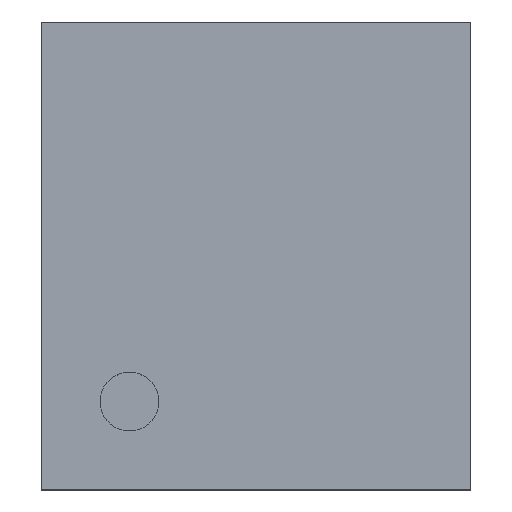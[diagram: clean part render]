
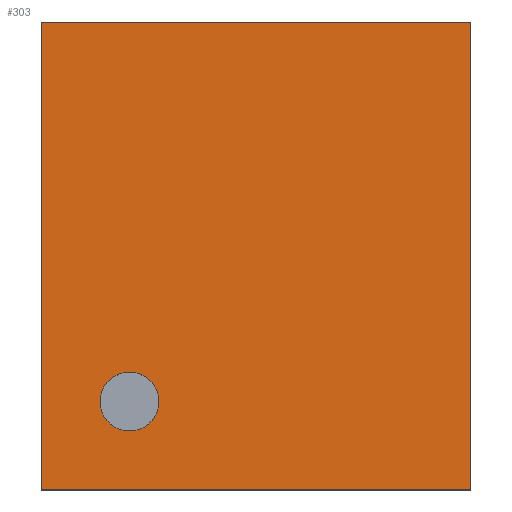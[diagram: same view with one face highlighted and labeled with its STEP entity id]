
A CAD part, top view. The second image highlights one B-rep face of the part: STEP entity #303.
In plain terms, the highlighted planar face has unit normal (0, 0, 1).
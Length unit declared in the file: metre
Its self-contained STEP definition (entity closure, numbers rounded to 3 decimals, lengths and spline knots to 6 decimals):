
#15=LINE('',#550,#27);
#19=LINE('',#558,#31);
#22=LINE('',#564,#34);
#24=LINE('',#567,#36);
#27=VECTOR('',#466,1.);
#31=VECTOR('',#472,1.);
#34=VECTOR('',#477,1.);
#36=VECTOR('',#481,1.);
#41=PLANE('',#392);
#81=ORIENTED_EDGE('',*,*,#137,.F.);
#82=ORIENTED_EDGE('',*,*,#127,.F.);
#83=ORIENTED_EDGE('',*,*,#131,.T.);
#84=ORIENTED_EDGE('',*,*,#134,.T.);
#85=ORIENTED_EDGE('',*,*,#136,.F.);
#127=EDGE_CURVE('',#157,#158,#15,.T.);
#131=EDGE_CURVE('',#157,#160,#19,.T.);
#134=EDGE_CURVE('',#160,#162,#22,.T.);
#136=EDGE_CURVE('',#158,#162,#24,.T.);
#137=EDGE_CURVE('',#163,#163,#181,.T.);
#157=VERTEX_POINT('',#549);
#158=VERTEX_POINT('',#551);
#160=VERTEX_POINT('',#557);
#162=VERTEX_POINT('',#563);
#163=VERTEX_POINT('',#570);
#181=CIRCLE('',#393,0.0001);
#203=EDGE_LOOP('',(#81));
#204=EDGE_LOOP('',(#82,#83,#84,#85));
#245=FACE_BOUND('',#203,.T.);
#246=FACE_BOUND('',#204,.T.);
#303=ADVANCED_FACE('',(#245,#246),#41,.T.);
#392=AXIS2_PLACEMENT_3D('',#568,#482,#483);
#393=AXIS2_PLACEMENT_3D('',#569,#484,#485);
#466=DIRECTION('',(1.,0.,0.));
#472=DIRECTION('',(0.,-1.,0.));
#477=DIRECTION('',(1.,0.,0.));
#481=DIRECTION('',(0.,-1.,0.));
#482=DIRECTION('',(0.,0.,1.));
#483=DIRECTION('',(1.,0.,0.));
#484=DIRECTION('',(0.,0.,1.));
#485=DIRECTION('',(1.,0.,0.));
#549=CARTESIAN_POINT('',(-0.00073,0.000795,0.000325));
#550=CARTESIAN_POINT('',(0.,0.000795,0.000325));
#551=CARTESIAN_POINT('',(0.00073,0.000795,0.000325));
#557=CARTESIAN_POINT('',(-0.00073,-0.000795,0.000325));
#558=CARTESIAN_POINT('',(-0.00073,0.,0.000325));
#563=CARTESIAN_POINT('',(0.00073,-0.000795,0.000325));
#564=CARTESIAN_POINT('',(0.,-0.000795,0.000325));
#567=CARTESIAN_POINT('',(0.00073,0.,0.000325));
#568=CARTESIAN_POINT('',(0.,0.,0.000325));
#569=CARTESIAN_POINT('',(-0.00043,-0.000495,0.000325));
#570=CARTESIAN_POINT('',(-0.00033,-0.000495,0.000325));
